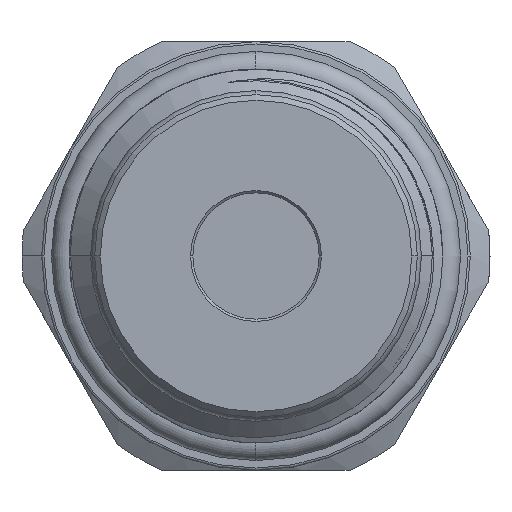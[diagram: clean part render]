
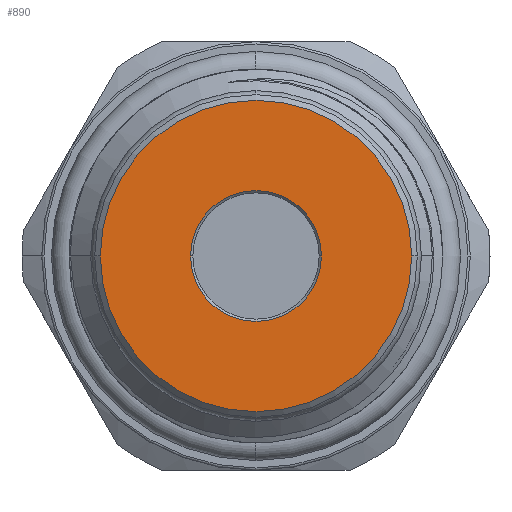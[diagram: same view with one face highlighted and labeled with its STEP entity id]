
A CAD part, left-side view. The second image highlights one B-rep face of the part: STEP entity #890.
In plain terms, the highlighted planar face has unit normal (-1, 0, 0).
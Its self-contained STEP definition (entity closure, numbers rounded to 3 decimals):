
#622 = EDGE_CURVE ( 'NONE', #8784, #8700, #3184, .T. ) ;
#624 = EDGE_CURVE ( 'NONE', #8724, #8729, #3182, .T. ) ;
#890 = ADVANCED_FACE ( 'NONE', ( #7553, #7482 ), #8378, .T. ) ;
#1741 = CARTESIAN_POINT ( 'NONE',  ( -42.8, -5.8, 0. ) ) ;
#1751 = CARTESIAN_POINT ( 'NONE',  ( -42.8, 13.8, 0. ) ) ;
#1809 = CARTESIAN_POINT ( 'NONE',  ( -42.8, 5.8, 0. ) ) ;
#1816 = CARTESIAN_POINT ( 'NONE',  ( -42.8, -13.8, 0. ) ) ;
#3182 = CIRCLE ( 'NONE', #5678, 13.8 ) ;
#3184 = CIRCLE ( 'NONE', #5679, 5.8 ) ;
#3268 = ORIENTED_EDGE ( 'NONE', *, *, #5355, .T. ) ;
#3269 = ORIENTED_EDGE ( 'NONE', *, *, #622, .T. ) ;
#3340 = ORIENTED_EDGE ( 'NONE', *, *, #5296, .T. ) ;
#3341 = ORIENTED_EDGE ( 'NONE', *, *, #624, .T. ) ;
#3552 = DIRECTION ( 'NONE',  ( 0., -1., 0. ) ) ;
#3553 = DIRECTION ( 'NONE',  ( 1., 0., 0. ) ) ;
#3555 = CARTESIAN_POINT ( 'NONE',  ( -42.8, 0., 0. ) ) ;
#3905 = DIRECTION ( 'NONE',  ( 0., -1., 0. ) ) ;
#3906 = DIRECTION ( 'NONE',  ( -1., 0., 0. ) ) ;
#3907 = CARTESIAN_POINT ( 'NONE',  ( -42.8, 0., 0. ) ) ;
#4213 = EDGE_LOOP ( 'NONE', ( #3341, #3340 ) ) ;
#4289 = EDGE_LOOP ( 'NONE', ( #3268, #3269 ) ) ;
#5296 = EDGE_CURVE ( 'NONE', #8729, #8724, #7308, .T. ) ;
#5355 = EDGE_CURVE ( 'NONE', #8700, #8784, #7319, .T. ) ;
#5678 = AXIS2_PLACEMENT_3D ( 'NONE', #6996, #6952, #6959 ) ;
#5679 = AXIS2_PLACEMENT_3D ( 'NONE', #6138, #6334, #6359 ) ;
#5819 = AXIS2_PLACEMENT_3D ( 'NONE', #8370, #8373, #8375 ) ;
#5863 = AXIS2_PLACEMENT_3D ( 'NONE', #3555, #3553, #3552 ) ;
#5895 = AXIS2_PLACEMENT_3D ( 'NONE', #3907, #3906, #3905 ) ;
#6138 = CARTESIAN_POINT ( 'NONE',  ( -42.8, 0., 0. ) ) ;
#6334 = DIRECTION ( 'NONE',  ( 1., 0., 0. ) ) ;
#6359 = DIRECTION ( 'NONE',  ( 0., -1., 0. ) ) ;
#6952 = DIRECTION ( 'NONE',  ( -1., 0., 0. ) ) ;
#6959 = DIRECTION ( 'NONE',  ( 0., -1., 0. ) ) ;
#6996 = CARTESIAN_POINT ( 'NONE',  ( -42.8, 0., 0. ) ) ;
#7308 = CIRCLE ( 'NONE', #5895, 13.8 ) ;
#7319 = CIRCLE ( 'NONE', #5863, 5.8 ) ;
#7482 = FACE_OUTER_BOUND ( 'NONE', #4213, .T. ) ;
#7553 = FACE_BOUND ( 'NONE', #4289, .T. ) ;
#8370 = CARTESIAN_POINT ( 'NONE',  ( -42.8, 0., 0. ) ) ;
#8373 = DIRECTION ( 'NONE',  ( -1., 0., 0. ) ) ;
#8375 = DIRECTION ( 'NONE',  ( 0., -1., 0. ) ) ;
#8378 = PLANE ( 'NONE',  #5819 ) ;
#8700 = VERTEX_POINT ( 'NONE', #1741 ) ;
#8724 = VERTEX_POINT ( 'NONE', #1751 ) ;
#8729 = VERTEX_POINT ( 'NONE', #1816 ) ;
#8784 = VERTEX_POINT ( 'NONE', #1809 ) ;
